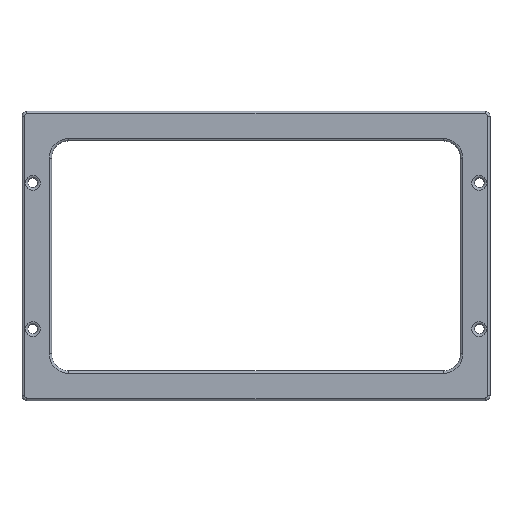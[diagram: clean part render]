
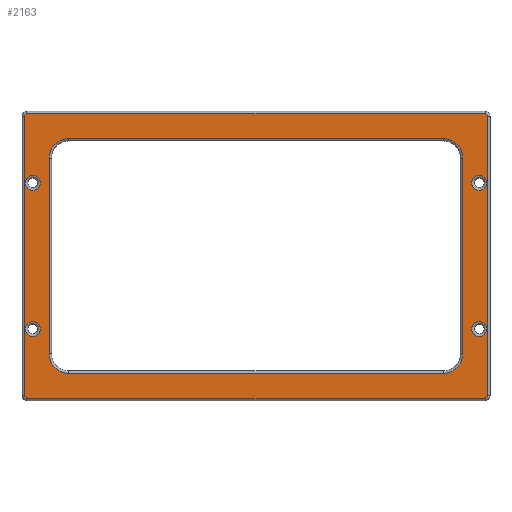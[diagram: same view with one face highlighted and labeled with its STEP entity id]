
A CAD part, top view. The second image highlights one B-rep face of the part: STEP entity #2163.
In plain terms, the highlighted planar face has unit normal (0, 0, 1).
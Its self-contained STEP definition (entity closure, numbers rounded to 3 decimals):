
#32=FACE_BOUND('',#285,.T.);
#33=FACE_BOUND('',#286,.T.);
#34=FACE_BOUND('',#287,.T.);
#35=FACE_BOUND('',#288,.T.);
#36=FACE_BOUND('',#289,.T.);
#57=PLANE('',#2341);
#159=FACE_OUTER_BOUND('',#284,.T.);
#284=EDGE_LOOP('',(#1649,#1650,#1651,#1652,#1653,#1654,#1655,#1656));
#285=EDGE_LOOP('',(#1657,#1658,#1659,#1660,#1661,#1662,#1663,#1664));
#286=EDGE_LOOP('',(#1665));
#287=EDGE_LOOP('',(#1666));
#288=EDGE_LOOP('',(#1667));
#289=EDGE_LOOP('',(#1668));
#455=LINE('',#3307,#693);
#456=LINE('',#3326,#694);
#458=LINE('',#3346,#696);
#460=LINE('',#3366,#698);
#467=LINE('',#3391,#705);
#468=LINE('',#3395,#706);
#469=LINE('',#3399,#707);
#470=LINE('',#3403,#708);
#693=VECTOR('',#2647,10.);
#694=VECTOR('',#2658,10.);
#696=VECTOR('',#2670,10.);
#698=VECTOR('',#2682,10.);
#705=VECTOR('',#2703,10.);
#706=VECTOR('',#2706,10.);
#707=VECTOR('',#2709,10.);
#708=VECTOR('',#2712,10.);
#894=CIRCLE('',#2321,1.);
#898=CIRCLE('',#2326,1.);
#902=CIRCLE('',#2331,1.);
#905=CIRCLE('',#2335,1.);
#907=CIRCLE('',#2342,8.);
#908=CIRCLE('',#2343,8.);
#909=CIRCLE('',#2344,8.);
#910=CIRCLE('',#2345,8.);
#911=CIRCLE('',#2346,3.);
#912=CIRCLE('',#2347,3.);
#913=CIRCLE('',#2348,3.);
#914=CIRCLE('',#2349,3.);
#1021=VERTEX_POINT('',#3300);
#1024=VERTEX_POINT('',#3305);
#1026=VERTEX_POINT('',#3318);
#1028=VERTEX_POINT('',#3324);
#1030=VERTEX_POINT('',#3338);
#1032=VERTEX_POINT('',#3344);
#1034=VERTEX_POINT('',#3358);
#1036=VERTEX_POINT('',#3364);
#1037=VERTEX_POINT('',#3389);
#1038=VERTEX_POINT('',#3390);
#1039=VERTEX_POINT('',#3392);
#1040=VERTEX_POINT('',#3394);
#1041=VERTEX_POINT('',#3396);
#1042=VERTEX_POINT('',#3398);
#1043=VERTEX_POINT('',#3400);
#1044=VERTEX_POINT('',#3402);
#1045=VERTEX_POINT('',#3405);
#1046=VERTEX_POINT('',#3407);
#1047=VERTEX_POINT('',#3409);
#1048=VERTEX_POINT('',#3411);
#1253=EDGE_CURVE('',#1024,#1021,#455,.T.);
#1255=EDGE_CURVE('',#1026,#1024,#894,.T.);
#1258=EDGE_CURVE('',#1028,#1026,#456,.T.);
#1261=EDGE_CURVE('',#1030,#1028,#898,.T.);
#1264=EDGE_CURVE('',#1032,#1030,#458,.T.);
#1267=EDGE_CURVE('',#1034,#1032,#902,.T.);
#1270=EDGE_CURVE('',#1036,#1034,#460,.T.);
#1272=EDGE_CURVE('',#1021,#1036,#905,.T.);
#1279=EDGE_CURVE('',#1037,#1038,#467,.T.);
#1280=EDGE_CURVE('',#1039,#1037,#907,.T.);
#1281=EDGE_CURVE('',#1040,#1039,#468,.T.);
#1282=EDGE_CURVE('',#1041,#1040,#908,.T.);
#1283=EDGE_CURVE('',#1042,#1041,#469,.T.);
#1284=EDGE_CURVE('',#1043,#1042,#909,.T.);
#1285=EDGE_CURVE('',#1044,#1043,#470,.T.);
#1286=EDGE_CURVE('',#1038,#1044,#910,.T.);
#1287=EDGE_CURVE('',#1045,#1045,#911,.T.);
#1288=EDGE_CURVE('',#1046,#1046,#912,.T.);
#1289=EDGE_CURVE('',#1047,#1047,#913,.T.);
#1290=EDGE_CURVE('',#1048,#1048,#914,.T.);
#1649=ORIENTED_EDGE('',*,*,#1253,.F.);
#1650=ORIENTED_EDGE('',*,*,#1255,.F.);
#1651=ORIENTED_EDGE('',*,*,#1258,.F.);
#1652=ORIENTED_EDGE('',*,*,#1261,.F.);
#1653=ORIENTED_EDGE('',*,*,#1264,.F.);
#1654=ORIENTED_EDGE('',*,*,#1267,.F.);
#1655=ORIENTED_EDGE('',*,*,#1270,.F.);
#1656=ORIENTED_EDGE('',*,*,#1272,.F.);
#1657=ORIENTED_EDGE('',*,*,#1279,.F.);
#1658=ORIENTED_EDGE('',*,*,#1280,.F.);
#1659=ORIENTED_EDGE('',*,*,#1281,.F.);
#1660=ORIENTED_EDGE('',*,*,#1282,.F.);
#1661=ORIENTED_EDGE('',*,*,#1283,.F.);
#1662=ORIENTED_EDGE('',*,*,#1284,.F.);
#1663=ORIENTED_EDGE('',*,*,#1285,.F.);
#1664=ORIENTED_EDGE('',*,*,#1286,.F.);
#1665=ORIENTED_EDGE('',*,*,#1287,.F.);
#1666=ORIENTED_EDGE('',*,*,#1288,.F.);
#1667=ORIENTED_EDGE('',*,*,#1289,.F.);
#1668=ORIENTED_EDGE('',*,*,#1290,.F.);
#2163=ADVANCED_FACE('',(#159,#32,#33,#34,#35,#36),#57,.T.);
#2321=AXIS2_PLACEMENT_3D('',#3320,#2650,#2651);
#2326=AXIS2_PLACEMENT_3D('',#3340,#2662,#2663);
#2331=AXIS2_PLACEMENT_3D('',#3360,#2674,#2675);
#2335=AXIS2_PLACEMENT_3D('',#3377,#2684,#2685);
#2341=AXIS2_PLACEMENT_3D('',#3388,#2701,#2702);
#2342=AXIS2_PLACEMENT_3D('',#3393,#2704,#2705);
#2343=AXIS2_PLACEMENT_3D('',#3397,#2707,#2708);
#2344=AXIS2_PLACEMENT_3D('',#3401,#2710,#2711);
#2345=AXIS2_PLACEMENT_3D('',#3404,#2713,#2714);
#2346=AXIS2_PLACEMENT_3D('',#3406,#2715,#2716);
#2347=AXIS2_PLACEMENT_3D('',#3408,#2717,#2718);
#2348=AXIS2_PLACEMENT_3D('',#3410,#2719,#2720);
#2349=AXIS2_PLACEMENT_3D('',#3412,#2721,#2722);
#2647=DIRECTION('',(0.,1.,0.));
#2650=DIRECTION('center_axis',(0.,0.,-1.));
#2651=DIRECTION('ref_axis',(-0.707,-0.707,0.));
#2658=DIRECTION('',(-1.,0.,0.));
#2662=DIRECTION('center_axis',(0.,0.,-1.));
#2663=DIRECTION('ref_axis',(0.707,-0.707,0.));
#2670=DIRECTION('',(0.,-1.,0.));
#2674=DIRECTION('center_axis',(0.,0.,-1.));
#2675=DIRECTION('ref_axis',(0.707,0.707,0.));
#2682=DIRECTION('',(1.,0.,0.));
#2684=DIRECTION('center_axis',(0.,0.,-1.));
#2685=DIRECTION('ref_axis',(-0.707,0.707,0.));
#2701=DIRECTION('center_axis',(0.,0.,1.));
#2702=DIRECTION('ref_axis',(1.,0.,0.));
#2703=DIRECTION('',(-1.,0.,0.));
#2704=DIRECTION('center_axis',(0.,0.,1.));
#2705=DIRECTION('ref_axis',(0.707,0.707,0.));
#2706=DIRECTION('',(0.,1.,0.));
#2707=DIRECTION('center_axis',(0.,0.,1.));
#2708=DIRECTION('ref_axis',(0.707,-0.707,0.));
#2709=DIRECTION('',(1.,0.,0.));
#2710=DIRECTION('center_axis',(0.,0.,1.));
#2711=DIRECTION('ref_axis',(-0.707,-0.707,0.));
#2712=DIRECTION('',(0.,-1.,0.));
#2713=DIRECTION('center_axis',(0.,0.,1.));
#2714=DIRECTION('ref_axis',(-0.707,0.707,0.));
#2715=DIRECTION('center_axis',(0.,0.,1.));
#2716=DIRECTION('ref_axis',(1.,0.,0.));
#2717=DIRECTION('center_axis',(0.,0.,1.));
#2718=DIRECTION('ref_axis',(1.,0.,0.));
#2719=DIRECTION('center_axis',(0.,0.,1.));
#2720=DIRECTION('ref_axis',(1.,0.,0.));
#2721=DIRECTION('center_axis',(0.,0.,1.));
#2722=DIRECTION('ref_axis',(1.,0.,0.));
#3300=CARTESIAN_POINT('',(-93.9,56.65,16.));
#3305=CARTESIAN_POINT('',(-93.9,-56.65,16.));
#3307=CARTESIAN_POINT('',(-93.9,28.325,16.));
#3318=CARTESIAN_POINT('',(-92.9,-57.65,16.));
#3320=CARTESIAN_POINT('Origin',(-92.9,-56.65,16.));
#3324=CARTESIAN_POINT('',(92.9,-57.65,16.));
#3326=CARTESIAN_POINT('',(-46.45,-57.65,16.));
#3338=CARTESIAN_POINT('',(93.9,-56.65,16.));
#3340=CARTESIAN_POINT('Origin',(92.9,-56.65,16.));
#3344=CARTESIAN_POINT('',(93.9,56.65,16.));
#3346=CARTESIAN_POINT('',(93.9,-28.325,16.));
#3358=CARTESIAN_POINT('',(92.9,57.65,16.));
#3360=CARTESIAN_POINT('Origin',(92.9,56.65,16.));
#3364=CARTESIAN_POINT('',(-92.9,57.65,16.));
#3366=CARTESIAN_POINT('',(46.45,57.65,16.));
#3377=CARTESIAN_POINT('Origin',(-92.9,56.65,16.));
#3388=CARTESIAN_POINT('Origin',(0.,0.,16.));
#3389=CARTESIAN_POINT('',(75.9,47.65,16.));
#3390=CARTESIAN_POINT('',(-75.9,47.65,16.));
#3391=CARTESIAN_POINT('',(-41.45,47.65,16.));
#3392=CARTESIAN_POINT('',(83.9,39.65,16.));
#3393=CARTESIAN_POINT('Origin',(75.9,39.65,16.));
#3394=CARTESIAN_POINT('',(83.9,-39.65,16.));
#3395=CARTESIAN_POINT('',(83.9,-20.325,16.));
#3396=CARTESIAN_POINT('',(75.9,-47.65,16.));
#3397=CARTESIAN_POINT('Origin',(75.9,-39.65,16.));
#3398=CARTESIAN_POINT('',(-75.9,-47.65,16.));
#3399=CARTESIAN_POINT('',(41.45,-47.65,16.));
#3400=CARTESIAN_POINT('',(-83.9,-39.65,16.));
#3401=CARTESIAN_POINT('Origin',(-75.9,-39.65,16.));
#3402=CARTESIAN_POINT('',(-83.9,39.65,16.));
#3403=CARTESIAN_POINT('',(-83.9,-23.325,16.));
#3404=CARTESIAN_POINT('Origin',(-75.9,39.65,16.));
#3405=CARTESIAN_POINT('',(-87.55,29.65,16.));
#3406=CARTESIAN_POINT('Origin',(-90.55,29.65,16.));
#3407=CARTESIAN_POINT('',(-87.55,-29.65,16.));
#3408=CARTESIAN_POINT('Origin',(-90.55,-29.65,16.));
#3409=CARTESIAN_POINT('',(93.55,-29.65,16.));
#3410=CARTESIAN_POINT('Origin',(90.55,-29.65,16.));
#3411=CARTESIAN_POINT('',(93.55,29.65,16.));
#3412=CARTESIAN_POINT('Origin',(90.55,29.65,16.));
